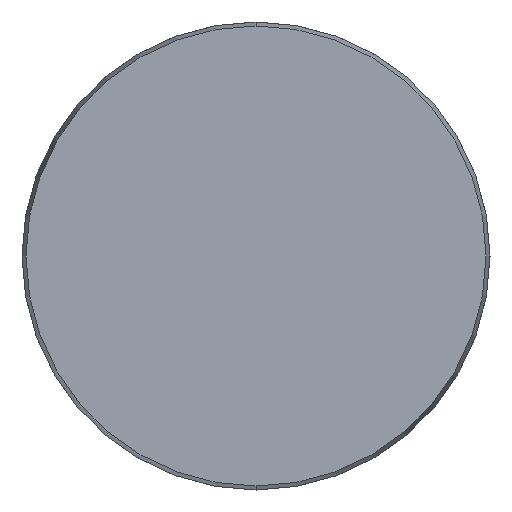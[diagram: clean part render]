
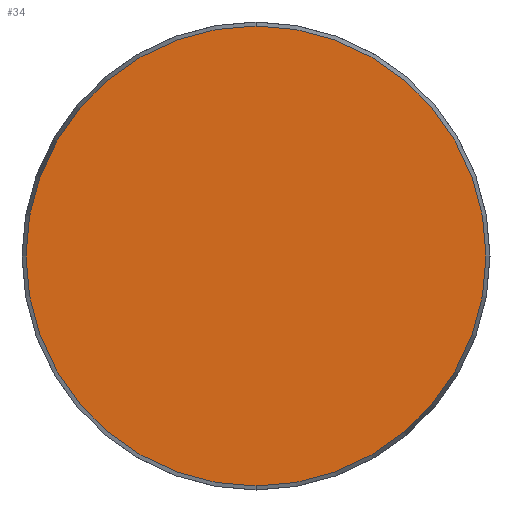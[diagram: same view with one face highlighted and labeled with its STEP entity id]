
A CAD part, front view. The second image highlights one B-rep face of the part: STEP entity #34.
In plain terms, the highlighted planar face has unit normal (0, -1, 0).
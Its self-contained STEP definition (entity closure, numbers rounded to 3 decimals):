
#34 = ADVANCED_FACE ( 'NONE', ( #151 ), #1107, .F. ) ;
#151 = FACE_OUTER_BOUND ( 'NONE', #834, .T. ) ;
#348 = DIRECTION ( 'NONE',  ( 0., -1., 0. ) ) ;
#353 = CIRCLE ( 'NONE', #673, 49.143 ) ;
#356 = ORIENTED_EDGE ( 'NONE', *, *, #939, .T. ) ;
#475 = AXIS2_PLACEMENT_3D ( 'NONE', #1224, #497, #686 ) ;
#497 = DIRECTION ( 'NONE',  ( 0., 1., 0. ) ) ;
#513 = DIRECTION ( 'NONE',  ( 0., 0., -1. ) ) ;
#611 = AXIS2_PLACEMENT_3D ( 'NONE', #1151, #348, #966 ) ;
#612 = CARTESIAN_POINT ( 'NONE',  ( 0., 0., -49.143 ) ) ;
#673 = AXIS2_PLACEMENT_3D ( 'NONE', #1029, #942, #513 ) ;
#686 = DIRECTION ( 'NONE',  ( 0., 0., 1. ) ) ;
#834 = EDGE_LOOP ( 'NONE', ( #356, #1177 ) ) ;
#925 = CARTESIAN_POINT ( 'NONE',  ( 0., 0., 49.143 ) ) ;
#939 = EDGE_CURVE ( 'NONE', #946, #960, #353, .T. ) ;
#942 = DIRECTION ( 'NONE',  ( 0., -1., 0. ) ) ;
#946 = VERTEX_POINT ( 'NONE', #925 ) ;
#960 = VERTEX_POINT ( 'NONE', #612 ) ;
#966 = DIRECTION ( 'NONE',  ( 0., 0., -1. ) ) ;
#1027 = EDGE_CURVE ( 'NONE', #960, #946, #1195, .T. ) ;
#1029 = CARTESIAN_POINT ( 'NONE',  ( 0., 0., 0. ) ) ;
#1107 = PLANE ( 'NONE',  #475 ) ;
#1151 = CARTESIAN_POINT ( 'NONE',  ( 0., 0., 0. ) ) ;
#1177 = ORIENTED_EDGE ( 'NONE', *, *, #1027, .T. ) ;
#1195 = CIRCLE ( 'NONE', #611, 49.143 ) ;
#1224 = CARTESIAN_POINT ( 'NONE',  ( -49.143, 0., 0. ) ) ;
